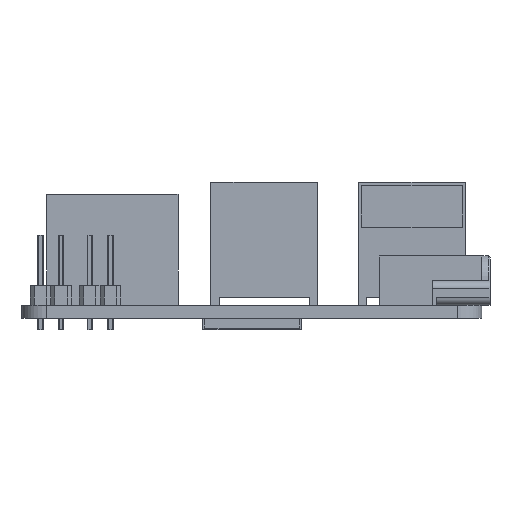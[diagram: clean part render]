
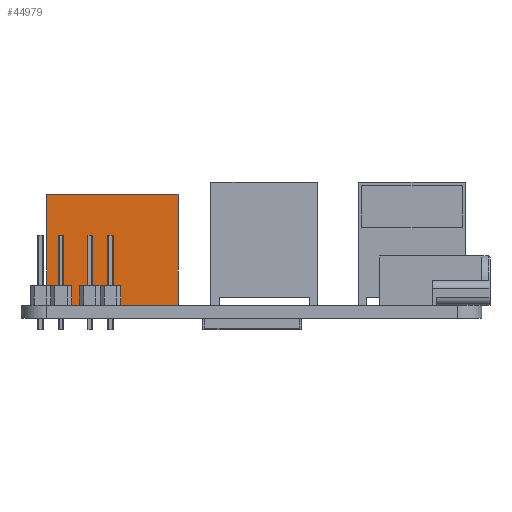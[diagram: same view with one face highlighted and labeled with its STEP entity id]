
A CAD part, left-side view. The second image highlights one B-rep face of the part: STEP entity #44979.
In plain terms, the highlighted planar face has unit normal (-1, 0, 0).
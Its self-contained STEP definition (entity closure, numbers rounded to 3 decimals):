
#44979 = ADVANCED_FACE('',(#44980),#45014,.T.);
#44980 = FACE_BOUND('',#44981,.T.);
#44981 = EDGE_LOOP('',(#44982,#44992,#45000,#45008));
#44982 = ORIENTED_EDGE('',*,*,#44983,.T.);
#44983 = EDGE_CURVE('',#44984,#44986,#44988,.T.);
#44984 = VERTEX_POINT('',#44985);
#44985 = CARTESIAN_POINT('',(70.,53.,1.6));
#44986 = VERTEX_POINT('',#44987);
#44987 = CARTESIAN_POINT('',(70.,37.,1.6));
#44988 = LINE('',#44989,#44990);
#44989 = CARTESIAN_POINT('',(70.,53.,1.6));
#44990 = VECTOR('',#44991,1.);
#44991 = DIRECTION('',(0.,-1.,0.));
#44992 = ORIENTED_EDGE('',*,*,#44993,.T.);
#44993 = EDGE_CURVE('',#44986,#44994,#44996,.T.);
#44994 = VERTEX_POINT('',#44995);
#44995 = CARTESIAN_POINT('',(70.,37.,15.1));
#44996 = LINE('',#44997,#44998);
#44997 = CARTESIAN_POINT('',(70.,37.,1.6));
#44998 = VECTOR('',#44999,1.);
#44999 = DIRECTION('',(0.,0.,1.));
#45000 = ORIENTED_EDGE('',*,*,#45001,.T.);
#45001 = EDGE_CURVE('',#44994,#45002,#45004,.T.);
#45002 = VERTEX_POINT('',#45003);
#45003 = CARTESIAN_POINT('',(70.,53.,15.1));
#45004 = LINE('',#45005,#45006);
#45005 = CARTESIAN_POINT('',(70.,37.,15.1));
#45006 = VECTOR('',#45007,1.);
#45007 = DIRECTION('',(0.,1.,0.));
#45008 = ORIENTED_EDGE('',*,*,#45009,.T.);
#45009 = EDGE_CURVE('',#45002,#44984,#45010,.T.);
#45010 = LINE('',#45011,#45012);
#45011 = CARTESIAN_POINT('',(70.,53.,15.1));
#45012 = VECTOR('',#45013,1.);
#45013 = DIRECTION('',(0.,0.,-1.));
#45014 = PLANE('',#45015);
#45015 = AXIS2_PLACEMENT_3D('',#45016,#45017,#45018);
#45016 = CARTESIAN_POINT('',(70.,45.,8.35));
#45017 = DIRECTION('',(-1.,0.,0.));
#45018 = DIRECTION('',(0.,0.,1.));
